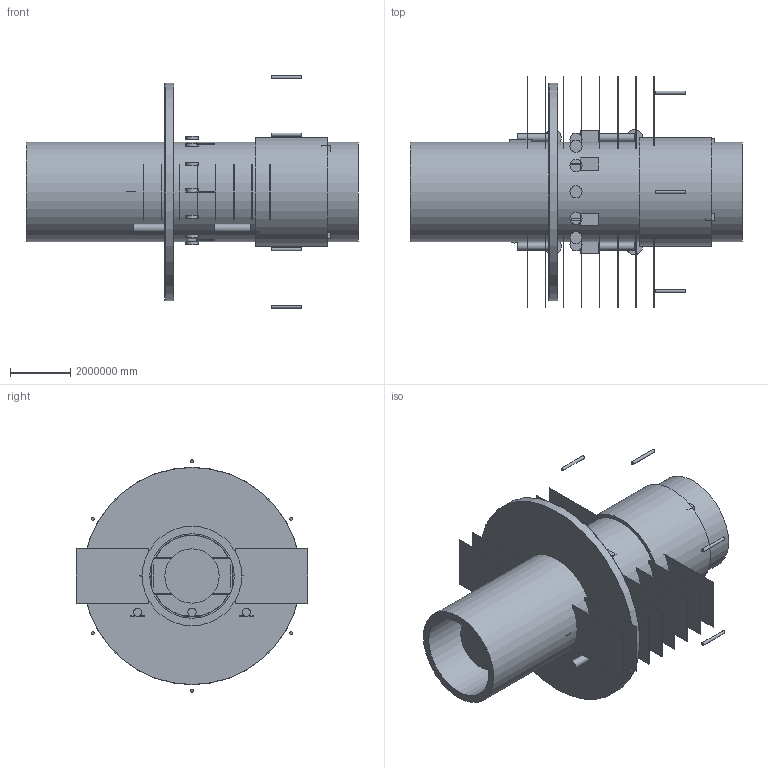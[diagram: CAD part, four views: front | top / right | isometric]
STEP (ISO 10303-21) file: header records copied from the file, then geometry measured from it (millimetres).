
FILE_DESCRIPTION(('FreeCAD Model'),'2;1');
FILE_NAME('Open CASCADE Shape Model','2025-11-12T21:36:19',('Author'),( ''),'Open CASCADE STEP processor 7.8','FreeCAD','Unknown');
FILE_SCHEMA(('AUTOMOTIVE_DESIGN { 1 0 10303 214 1 1 1 1 }'));
Length unit declared in the file: metre
Products named in the file (80): Radiation_Shield; Nose; Rear; Mid; TPS_Shield; TPS_Assembly; Hull_Shell_fallback; TPS_Support; TPS_Core; TPS_FaceOuter; TPS_FaceInner; Win_Right; Win_Left; Reactor_Rings; Hull_Shell_Cut; ReactorCore; Cockpit; Coil_4; Coil_1; Coil_2; Coil_3; Magnetic_Nozzle; Reactor_Coils; Tungsten_Posterior; Radiator_L_2; Radiator_L_3; Radiator_L_4; Radiator_R_2; Radiator_R_3; Radiator_R_4; Radiator_L_5; Radiator_L_6; Radiator_L_7; Radiator_R_5; Radiator_R_6; Radiator_R_7; Solar_Array_Simple; HGA_Simple; Radiator_R_8; Radiator_L_8 ...
Bounding box: 11000000 x 7680000 x 7700000 mm (x, y, z)
Volume: 285916585440363970560 mm3
Topology: 110 solids, 110 shells, 512 faces, 867 edges, 540 vertices
Faces by surface type: plane 362, cylinder 93, revolution 32, torus 10, sphere 8, cone 7
Full cylindrical faces by diameter (mm): 20000 x1, 24000 x1, 60000 x22, 100000 x6, 270000 x5, 400000 x13, 900000 x2, 2380000 x1, 2400000 x2, 2520000 x1, 2700000 x3, 2760000 x1, 2780000 x1, 2800000 x1, 3120000 x1, 3300000 x1, 3600000 x4, 7190000 x1, 7200000 x4
Entity records: 25420 total; most frequent: CARTESIAN_POINT 4445, DIRECTION 3681, LINE 1926, VECTOR 1926, ORIENTED_EDGE 1712, PCURVE 1712, DEFINITIONAL_REPRESENTATION 1712, EDGE_CURVE 856
